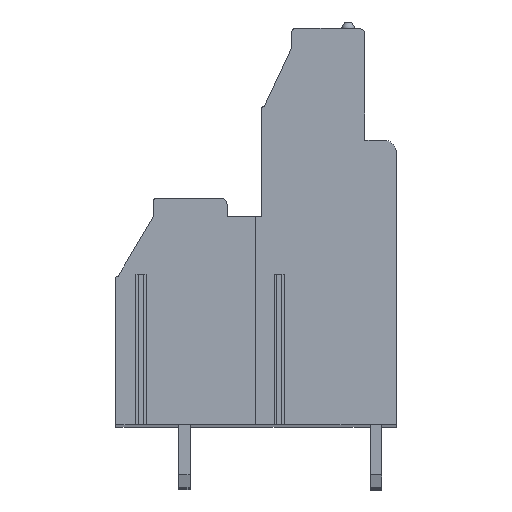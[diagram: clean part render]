
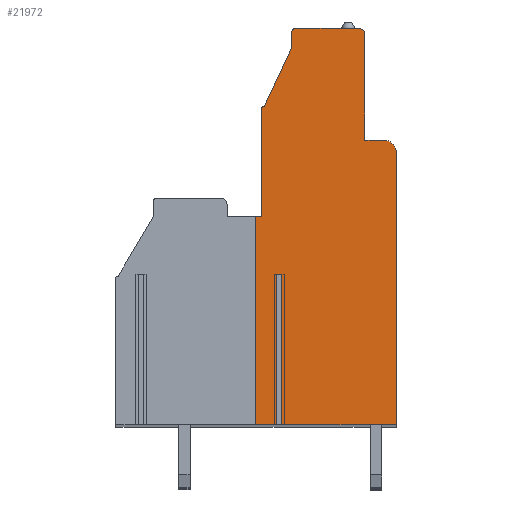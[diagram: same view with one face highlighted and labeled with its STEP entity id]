
A CAD part, top view. The second image highlights one B-rep face of the part: STEP entity #21972.
In plain terms, the highlighted planar face has unit normal (0, 0, 1).
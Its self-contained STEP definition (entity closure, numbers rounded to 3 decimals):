
#13=DIRECTION('',(0.,-1.,0.));
#14=VECTOR('',#13,8.6);
#15=CARTESIAN_POINT('',(-5.15,8.6,114.3));
#16=LINE('',#15,#14);
#17=CARTESIAN_POINT('',(-4.95,8.6,114.3));
#18=DIRECTION('',(0.,0.,1.));
#19=DIRECTION('',(0.,1.,0.));
#20=AXIS2_PLACEMENT_3D('',#17,#18,#19);
#22=DIRECTION('',(-0.424,-0.906,0.));
#23=VECTOR('',#22,5.189);
#24=CARTESIAN_POINT('',(-2.75,13.5,114.3));
#25=LINE('',#24,#23);
#26=DIRECTION('',(0.,-1.,0.));
#27=VECTOR('',#26,1.2);
#28=CARTESIAN_POINT('',(-2.75,14.7,114.3));
#29=LINE('',#28,#27);
#30=CARTESIAN_POINT('',(-2.45,14.7,114.3));
#31=DIRECTION('',(0.,0.,1.));
#32=DIRECTION('',(0.,1.,0.));
#33=AXIS2_PLACEMENT_3D('',#30,#31,#32);
#35=DIRECTION('',(-1.,0.,0.));
#36=VECTOR('',#35,5.);
#37=CARTESIAN_POINT('',(2.55,15.,114.3));
#38=LINE('',#37,#36);
#39=CARTESIAN_POINT('',(2.55,14.5,114.3));
#40=DIRECTION('',(0.,0.,1.));
#41=DIRECTION('',(1.,0.,0.));
#42=AXIS2_PLACEMENT_3D('',#39,#40,#41);
#44=DIRECTION('',(0.,1.,0.));
#45=VECTOR('',#44,8.4);
#46=CARTESIAN_POINT('',(3.05,6.1,114.3));
#47=LINE('',#46,#45);
#48=DIRECTION('',(-1.,0.,0.));
#49=VECTOR('',#48,1.5);
#50=CARTESIAN_POINT('',(4.55,6.1,114.3));
#51=LINE('',#50,#49);
#52=CARTESIAN_POINT('',(4.55,5.1,114.3));
#53=DIRECTION('',(0.,0.,1.));
#54=DIRECTION('',(1.,0.,0.));
#55=AXIS2_PLACEMENT_3D('',#52,#53,#54);
#57=DIRECTION('',(0.,1.,0.));
#58=VECTOR('',#57,21.6);
#59=CARTESIAN_POINT('',(5.55,-16.5,114.3));
#60=LINE('',#59,#58);
#61=DIRECTION('',(0.,1.,0.));
#62=VECTOR('',#61,11.95);
#63=CARTESIAN_POINT('',(-3.56,-16.5,114.3));
#64=LINE('',#63,#62);
#65=DIRECTION('',(-1.,0.,0.));
#66=VECTOR('',#65,0.38);
#67=CARTESIAN_POINT('',(-3.56,-4.55,114.3));
#68=LINE('',#67,#66);
#69=DIRECTION('',(0.,1.,0.));
#70=VECTOR('',#69,11.95);
#71=CARTESIAN_POINT('',(-3.94,-16.5,114.3));
#72=LINE('',#71,#70);
#77=DIRECTION('',(0.,-1.,0.));
#78=VECTOR('',#77,16.5);
#79=CARTESIAN_POINT('',(-5.65,0.,114.3));
#80=LINE('',#79,#78);
#174=DIRECTION('',(1.,0.,0.));
#175=VECTOR('',#174,1.71);
#176=CARTESIAN_POINT('',(-5.65,-16.5,114.3));
#177=LINE('',#176,#175);
#200=DIRECTION('',(1.,0.,0.));
#201=VECTOR('',#200,9.11);
#202=CARTESIAN_POINT('',(-3.56,-16.5,114.3));
#203=LINE('',#202,#201);
#1680=DIRECTION('',(-1.,0.,0.));
#1681=VECTOR('',#1680,0.5);
#1682=CARTESIAN_POINT('',(-5.15,0.,114.3));
#1683=LINE('',#1682,#1681);
#16927=CARTESIAN_POINT('',(5.55,-16.5,114.3));
#16928=CARTESIAN_POINT('',(5.55,5.1,114.3));
#16929=VERTEX_POINT('',#16927);
#16930=VERTEX_POINT('',#16928);
#16931=CARTESIAN_POINT('',(4.55,6.1,114.3));
#16932=VERTEX_POINT('',#16931);
#16933=CARTESIAN_POINT('',(3.05,6.1,114.3));
#16934=VERTEX_POINT('',#16933);
#16935=CARTESIAN_POINT('',(3.05,14.5,114.3));
#16936=VERTEX_POINT('',#16935);
#16937=CARTESIAN_POINT('',(2.55,15.,114.3));
#16938=VERTEX_POINT('',#16937);
#16939=CARTESIAN_POINT('',(-2.45,15.,114.3));
#16940=VERTEX_POINT('',#16939);
#16941=CARTESIAN_POINT('',(-2.75,14.7,114.3));
#16942=VERTEX_POINT('',#16941);
#16943=CARTESIAN_POINT('',(-2.75,13.5,114.3));
#16944=VERTEX_POINT('',#16943);
#16945=CARTESIAN_POINT('',(-4.95,8.8,114.3));
#16946=VERTEX_POINT('',#16945);
#16947=CARTESIAN_POINT('',(-5.15,8.6,114.3));
#16948=VERTEX_POINT('',#16947);
#16949=CARTESIAN_POINT('',(-5.15,0.,114.3));
#16950=VERTEX_POINT('',#16949);
#16995=CARTESIAN_POINT('',(-3.56,-4.55,114.3));
#16996=CARTESIAN_POINT('',(-3.94,-4.55,114.3));
#16997=VERTEX_POINT('',#16995);
#16998=VERTEX_POINT('',#16996);
#16999=CARTESIAN_POINT('',(-3.94,-16.5,114.3));
#17000=VERTEX_POINT('',#16999);
#17001=CARTESIAN_POINT('',(-3.56,-16.5,114.3));
#17002=VERTEX_POINT('',#17001);
#17169=CARTESIAN_POINT('',(-5.65,-16.5,114.3));
#17171=VERTEX_POINT('',#17169);
#17173=CARTESIAN_POINT('',(-5.65,0.,114.3));
#17174=VERTEX_POINT('',#17173);
#21929=CARTESIAN_POINT('',(0.,0.,114.3));
#21930=DIRECTION('',(0.,0.,1.));
#21931=DIRECTION('',(1.,0.,0.));
#21932=AXIS2_PLACEMENT_3D('',#21929,#21930,#21931);
#21933=PLANE('',#21932);
#21935=ORIENTED_EDGE('',*,*,#21934,.F.);
#21937=ORIENTED_EDGE('',*,*,#21936,.F.);
#21939=ORIENTED_EDGE('',*,*,#21938,.F.);
#21941=ORIENTED_EDGE('',*,*,#21940,.F.);
#21943=ORIENTED_EDGE('',*,*,#21942,.F.);
#21945=ORIENTED_EDGE('',*,*,#21944,.F.);
#21947=ORIENTED_EDGE('',*,*,#21946,.F.);
#21949=ORIENTED_EDGE('',*,*,#21948,.F.);
#21951=ORIENTED_EDGE('',*,*,#21950,.F.);
#21953=ORIENTED_EDGE('',*,*,#21952,.F.);
#21955=ORIENTED_EDGE('',*,*,#21954,.F.);
#21957=ORIENTED_EDGE('',*,*,#21956,.F.);
#21959=ORIENTED_EDGE('',*,*,#21958,.F.);
#21961=ORIENTED_EDGE('',*,*,#21960,.F.);
#21963=ORIENTED_EDGE('',*,*,#21962,.T.);
#21965=ORIENTED_EDGE('',*,*,#21964,.T.);
#21967=ORIENTED_EDGE('',*,*,#21966,.F.);
#21969=ORIENTED_EDGE('',*,*,#21968,.F.);
#21970=EDGE_LOOP('',(#21935,#21937,#21939,#21941,#21943,#21945,#21947,#21949,
#21951,#21953,#21955,#21957,#21959,#21961,#21963,#21965,#21967,#21969));
#21971=FACE_OUTER_BOUND('',#21970,.F.);
#21=CIRCLE('',#20,0.2);
#34=CIRCLE('',#33,0.3);
#43=CIRCLE('',#42,0.5);
#56=CIRCLE('',#55,1.);
#21934=EDGE_CURVE('',#17174,#17171,#80,.T.);
#21936=EDGE_CURVE('',#16950,#17174,#1683,.T.);
#21938=EDGE_CURVE('',#16948,#16950,#16,.T.);
#21940=EDGE_CURVE('',#16946,#16948,#21,.T.);
#21942=EDGE_CURVE('',#16944,#16946,#25,.T.);
#21944=EDGE_CURVE('',#16942,#16944,#29,.T.);
#21946=EDGE_CURVE('',#16940,#16942,#34,.T.);
#21948=EDGE_CURVE('',#16938,#16940,#38,.T.);
#21950=EDGE_CURVE('',#16936,#16938,#43,.T.);
#21952=EDGE_CURVE('',#16934,#16936,#47,.T.);
#21954=EDGE_CURVE('',#16932,#16934,#51,.T.);
#21956=EDGE_CURVE('',#16930,#16932,#56,.T.);
#21958=EDGE_CURVE('',#16929,#16930,#60,.T.);
#21960=EDGE_CURVE('',#17002,#16929,#203,.T.);
#21962=EDGE_CURVE('',#17002,#16997,#64,.T.);
#21964=EDGE_CURVE('',#16997,#16998,#68,.T.);
#21966=EDGE_CURVE('',#17000,#16998,#72,.T.);
#21968=EDGE_CURVE('',#17171,#17000,#177,.T.);
#21972=ADVANCED_FACE('',(#21971),#21933,.T.);
